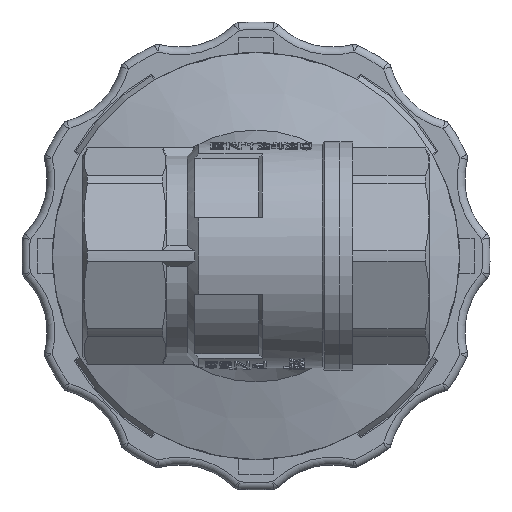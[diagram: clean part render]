
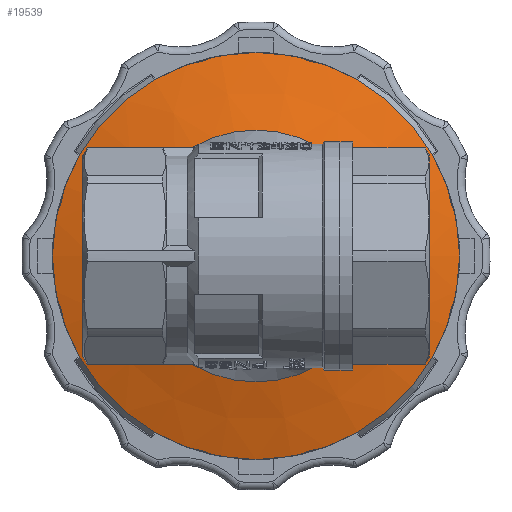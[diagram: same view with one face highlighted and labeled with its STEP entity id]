
A CAD part, front view. The second image highlights one B-rep face of the part: STEP entity #19539.
In plain terms, the highlighted conical face has half-angle 73.56 degrees and reference radius 32.375 mm.
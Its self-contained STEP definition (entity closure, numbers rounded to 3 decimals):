
#181=CONICAL_SURFACE('',#21251,32.375,1.284);
#5630=ORIENTED_EDGE('',*,*,#11172,.F.);
#5631=ORIENTED_EDGE('',*,*,#11171,.T.);
#11171=EDGE_CURVE('',#14009,#14009,#16036,.T.);
#11172=EDGE_CURVE('',#14010,#14010,#16037,.T.);
#14009=VERTEX_POINT('',#29438);
#14010=VERTEX_POINT('',#29441);
#16036=CIRCLE('',#21250,24.75);
#16037=CIRCLE('',#21252,40.);
#16769=EDGE_LOOP('',(#5630));
#16770=EDGE_LOOP('',(#5631));
#18058=FACE_BOUND('',#16769,.T.);
#18059=FACE_BOUND('',#16770,.T.);
#19539=ADVANCED_FACE('',(#18058,#18059),#181,.T.);
#21250=AXIS2_PLACEMENT_3D('',#29437,#23763,#23764);
#21251=AXIS2_PLACEMENT_3D('',#29439,#23765,#23766);
#21252=AXIS2_PLACEMENT_3D('',#29440,#23767,#23768);
#23763=DIRECTION('',(0.,1.,0.));
#23764=DIRECTION('',(1.,0.,0.));
#23765=DIRECTION('',(0.,1.,0.));
#23766=DIRECTION('',(1.,0.,0.));
#23767=DIRECTION('',(0.,1.,0.));
#23768=DIRECTION('',(-1.,0.,0.));
#29437=CARTESIAN_POINT('',(0.,41.,0.));
#29438=CARTESIAN_POINT('',(24.75,41.,0.));
#29439=CARTESIAN_POINT('',(0.,43.25,0.));
#29440=CARTESIAN_POINT('',(0.,45.5,0.));
#29441=CARTESIAN_POINT('',(-40.,45.5,0.));
